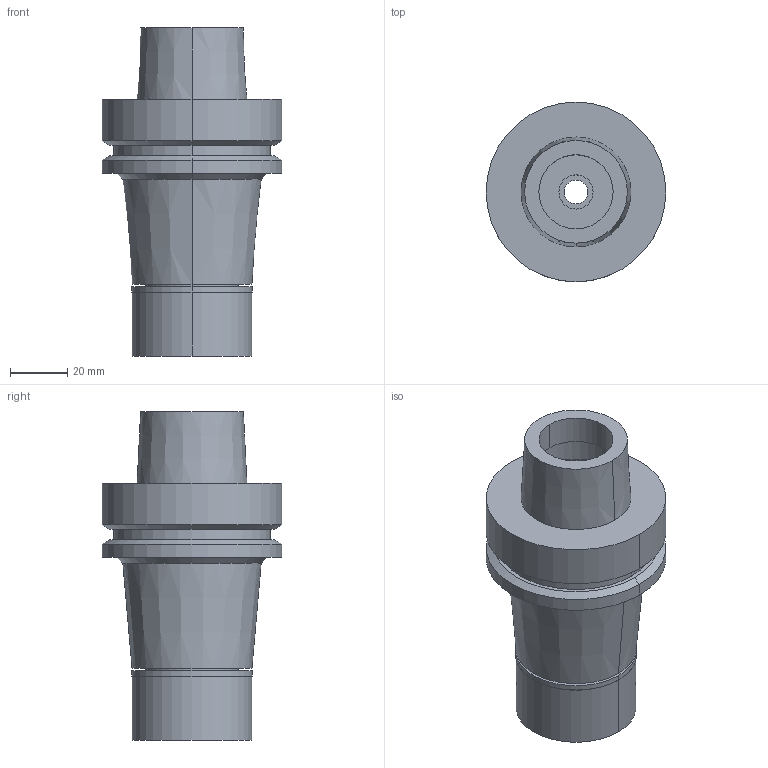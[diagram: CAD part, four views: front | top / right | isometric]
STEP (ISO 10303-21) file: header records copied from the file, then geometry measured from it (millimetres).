
FILE_DESCRIPTION (( 'STEP AP203' ), '1' );
FILE_NAME ('HSK-F63-MEGA13E-90.stp', '2019-07-03T16:39:39', ( '' ), ( '' ), 'SwSTEP 2.0', 'SolidWorks 2019', '' );
FILE_SCHEMA (( 'CONFIG_CONTROL_DESIGN' ));
Length unit declared in the file: millimetre
Products named in the file (7): MEN13_1.stp; HSK-F63-MEGA13E-90_1.stp; DXF_TEMP_ASSY_ASM_4_ASM.stp; HSK-F63-MEGA13E-90-120.stp; HF63ME13090-120_ASM.stp; HSK-F63-MEGA13E-90; HSK-F63-MEGA13E-90-120-FreeParts
Assembly tree (5 placements, depth 5):
  HSK-F63-MEGA13E-90
    HSK-F63-MEGA13E-90-120.stp
      HF63ME13090-120_ASM.stp
        DXF_TEMP_ASSY_ASM_4_ASM.stp
          HSK-F63-MEGA13E-90_1.stp
          MEN13_1.stp
  HSK-F63-MEGA13E-90-120-FreeParts
Bounding box: 63 x 63 x 115 mm (x, y, z)
Volume: 164297.7 mm3; surface area: 36177.6 mm2
Topology: 2 solids, 2 shells, 81 faces, 162 edges, 98 vertices
Faces by surface type: cylinder 40, cone 22, plane 17, torus 2
Entity records: 2842 total; most frequent: DIRECTION 446, CARTESIAN_POINT 352, ORIENTED_EDGE 324, AXIS2_PLACEMENT_3D 192, EDGE_CURVE 162, CIRCLE 100, VERTEX_POINT 98, EDGE_LOOP 98
